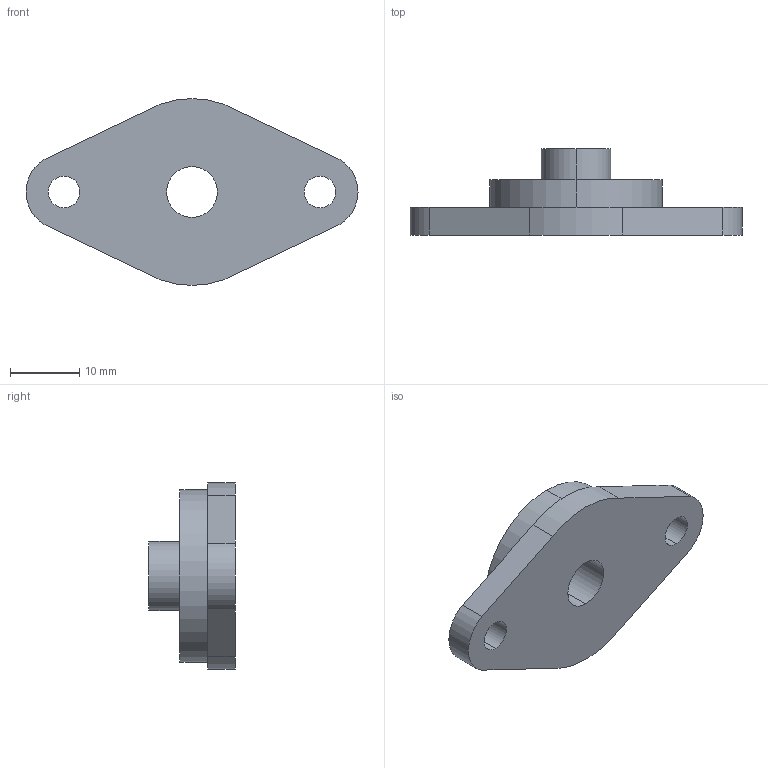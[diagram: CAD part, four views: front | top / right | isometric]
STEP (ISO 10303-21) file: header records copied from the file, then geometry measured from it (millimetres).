
FILE_DESCRIPTION (( 'STEP AP214' ), '1' );
FILE_NAME ('T8 pillow block.STEP', '2019-03-16T17:52:40', ( '' ), ( '' ), 'SwSTEP 2.0', 'SolidWorks 2017', '' );
FILE_SCHEMA (( 'AUTOMOTIVE_DESIGN' ));
Length unit declared in the file: millimetre
Products named in the file (1): T8 pillow block
Bounding box: 48 x 12.5 x 27 mm (x, y, z)
Volume: 4509.2 mm3; surface area: 3097.5 mm2
Topology: 1 solids, 1 shells, 26 faces, 63 edges, 42 vertices
Faces by surface type: cylinder 17, plane 9
Entity records: 827 total; most frequent: DIRECTION 151, CARTESIAN_POINT 132, ORIENTED_EDGE 126, EDGE_CURVE 63, AXIS2_PLACEMENT_3D 61, VERTEX_POINT 42, EDGE_LOOP 35, CIRCLE 34
